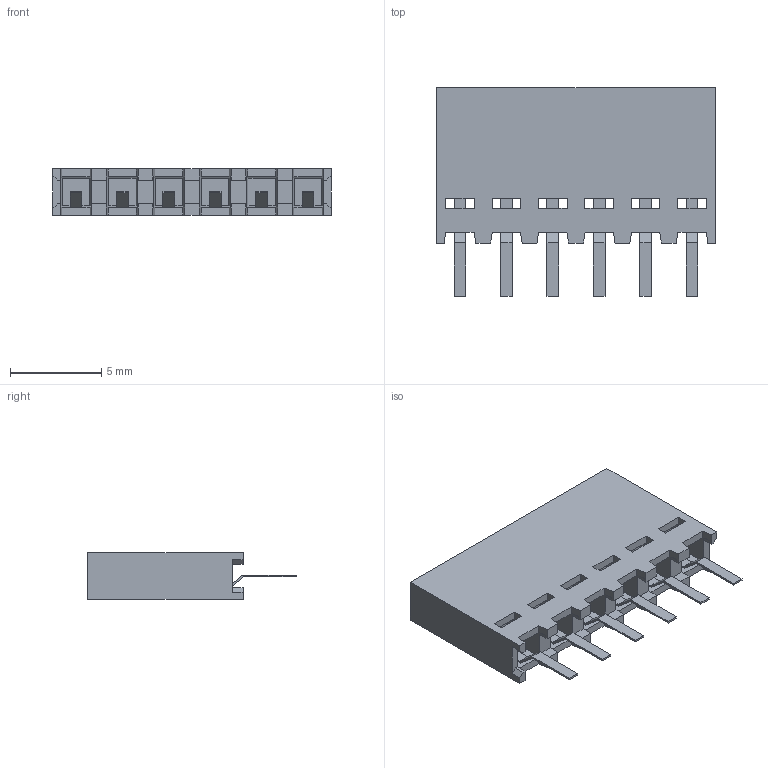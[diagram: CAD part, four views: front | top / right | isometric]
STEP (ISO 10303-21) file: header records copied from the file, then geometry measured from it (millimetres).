
FILE_DESCRIPTION((''),'2;1');
FILE_NAME('901471106','2014-04-10T',('me'),(''),'PRO/ENGINEER BY PARAMETRIC TECHNOLOGY CORPORATION, 2011490','PRO/ENGINEER BY PARAMETRIC TECHNOLOGY CORPORATION, 2011490','');
FILE_SCHEMA(('CONFIG_CONTROL_DESIGN'));
Length unit declared in the file: millimetre
Products named in the file (1): 901471106
Bounding box: 15.24 x 11.4 x 2.54 mm (x, y, z)
Volume: 262.8 mm3; surface area: 524.1 mm2
Topology: 1 solids, 1 shells, 287 faces, 864 edges, 564 vertices
Faces by surface type: plane 287
Entity records: 9551 total; most frequent: CARTESIAN_POINT 1704, ORIENTED_EDGE 1704, DIRECTION 1452, VECTOR 852, LINE 852, EDGE_CURVE 852, VERTEX_POINT 552, EDGE_LOOP 308
